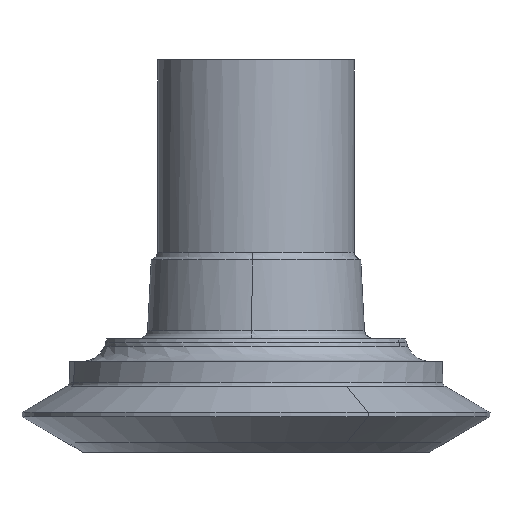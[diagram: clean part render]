
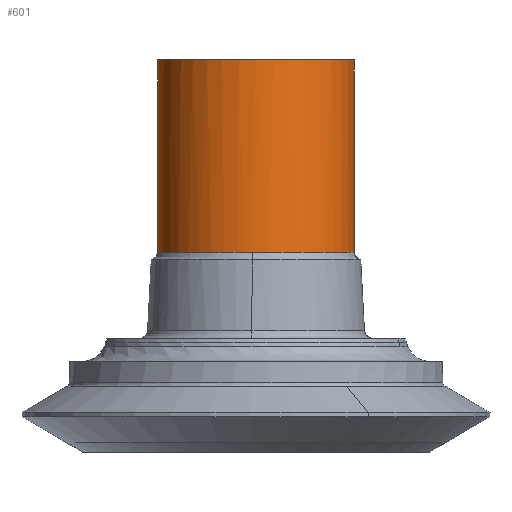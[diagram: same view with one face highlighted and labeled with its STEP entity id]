
A CAD part, front view. The second image highlights one B-rep face of the part: STEP entity #601.
In plain terms, the highlighted cylindrical face has radius 2.51 mm (diameter 5.02 mm), a partial arc.
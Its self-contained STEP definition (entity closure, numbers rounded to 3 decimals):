
#569=AXIS2_PLACEMENT_3D('Cylinder Axis2P3D',#566,#567,#568) ;
#580=AXIS2_PLACEMENT_3D('Circle Axis2P3D',#578,#579,$) ;
#370=CARTESIAN_POINT('Vertex',(-0.094,-2.508,5.097)) ;
#377=CARTESIAN_POINT('Vertex',(2.508,-0.094,5.093)) ;
#381=CARTESIAN_POINT('Control Point',(2.507,-0.115,5.097)) ;
#382=CARTESIAN_POINT('Control Point',(2.508,-0.108,5.095)) ;
#383=CARTESIAN_POINT('Control Point',(2.508,-0.101,5.094)) ;
#384=CARTESIAN_POINT('Control Point',(2.508,-0.094,5.093)) ;
#385=CARTESIAN_POINT('Vertex',(2.507,-0.115,5.097)) ;
#389=CARTESIAN_POINT('Control Point',(-0.094,-2.508,5.097)) ;
#390=CARTESIAN_POINT('Control Point',(2.393,-2.602,5.097)) ;
#391=CARTESIAN_POINT('Control Point',(2.507,-0.115,5.097)) ;
#418=CARTESIAN_POINT('Vertex',(-2.51,0.,5.094)) ;
#427=CARTESIAN_POINT('Control Point',(-0.105,-2.508,5.097)) ;
#428=CARTESIAN_POINT('Control Point',(-0.099,-2.508,5.097)) ;
#429=CARTESIAN_POINT('Control Point',(-0.094,-2.508,5.097)) ;
#430=CARTESIAN_POINT('Vertex',(-0.105,-2.508,5.097)) ;
#434=CARTESIAN_POINT('Control Point',(-2.51,0.,5.094)) ;
#435=CARTESIAN_POINT('Control Point',(-2.51,-0.493,5.093)) ;
#436=CARTESIAN_POINT('Control Point',(-2.389,-1.028,5.094)) ;
#437=CARTESIAN_POINT('Control Point',(-2.103,-1.547,5.095)) ;
#438=CARTESIAN_POINT('Control Point',(-1.529,-2.084,5.094)) ;
#439=CARTESIAN_POINT('Control Point',(-0.862,-2.368,5.094)) ;
#440=CARTESIAN_POINT('Control Point',(-0.689,-2.424,5.094)) ;
#441=CARTESIAN_POINT('Control Point',(-0.489,-2.468,5.094)) ;
#442=CARTESIAN_POINT('Control Point',(-0.293,-2.493,5.095)) ;
#443=CARTESIAN_POINT('Control Point',(-0.267,-2.496,5.095)) ;
#444=CARTESIAN_POINT('Control Point',(-0.219,-2.501,5.095)) ;
#445=CARTESIAN_POINT('Control Point',(-0.171,-2.504,5.096)) ;
#446=CARTESIAN_POINT('Control Point',(-0.149,-2.506,5.096)) ;
#447=CARTESIAN_POINT('Control Point',(-0.127,-2.507,5.095)) ;
#448=CARTESIAN_POINT('Control Point',(-0.105,-2.508,5.096)) ;
#521=CARTESIAN_POINT('Vertex',(2.51,0.,5.085)) ;
#525=CARTESIAN_POINT('Control Point',(2.51,0.,5.085)) ;
#526=CARTESIAN_POINT('Control Point',(2.51,-0.018,5.086)) ;
#527=CARTESIAN_POINT('Control Point',(2.51,-0.035,5.087)) ;
#528=CARTESIAN_POINT('Control Point',(2.51,-0.053,5.089)) ;
#529=CARTESIAN_POINT('Vertex',(2.51,-0.053,5.089)) ;
#533=CARTESIAN_POINT('Control Point',(2.508,-0.094,5.093)) ;
#534=CARTESIAN_POINT('Control Point',(2.509,-0.08,5.091)) ;
#535=CARTESIAN_POINT('Control Point',(2.509,-0.067,5.09)) ;
#536=CARTESIAN_POINT('Control Point',(2.51,-0.053,5.089)) ;
#566=CARTESIAN_POINT('Axis2P3D Location',(0.,0.,5.85)) ;
#571=CARTESIAN_POINT('Line Origine',(2.51,0.,5.85)) ;
#575=CARTESIAN_POINT('Vertex',(2.51,0.,10.)) ;
#578=CARTESIAN_POINT('Axis2P3D Location',(0.,0.,10.)) ;
#582=CARTESIAN_POINT('Vertex',(-2.51,0.,10.)) ;
#585=CARTESIAN_POINT('Line Origine',(-2.51,0.,5.85)) ;
#567=DIRECTION('Axis2P3D Direction',(0.,0.,1.)) ;
#568=DIRECTION('Axis2P3D XDirection',(-1.,0.,0.)) ;
#572=DIRECTION('Vector Direction',(0.,0.,1.)) ;
#579=DIRECTION('Axis2P3D Direction',(0.,0.,1.)) ;
#586=DIRECTION('Vector Direction',(0.,0.,1.)) ;
#573=VECTOR('Line Direction',#572,1.) ;
#587=VECTOR('Line Direction',#586,1.) ;
#591=ORIENTED_EDGE('',*,*,#449,.T.) ;
#592=ORIENTED_EDGE('',*,*,#432,.F.) ;
#593=ORIENTED_EDGE('',*,*,#392,.F.) ;
#594=ORIENTED_EDGE('',*,*,#387,.T.) ;
#595=ORIENTED_EDGE('',*,*,#537,.T.) ;
#596=ORIENTED_EDGE('',*,*,#531,.F.) ;
#597=ORIENTED_EDGE('',*,*,#577,.F.) ;
#598=ORIENTED_EDGE('',*,*,#584,.F.) ;
#599=ORIENTED_EDGE('',*,*,#589,.T.) ;
#601=ADVANCED_FACE('NOCUT',(#600),#570,.T.) ;
#380=B_SPLINE_CURVE_WITH_KNOTS('',3,(#381,#382,#383,#384),.UNSPECIFIED.,.F.,.U.,(4,4),(0.,0.038),.UNSPECIFIED.) ;
#433=B_SPLINE_CURVE_WITH_KNOTS('',5,(#434,#435,#436,#437,#438,#439,#440,#441,#442,#443,#444,#445,#446,#447,#448),.UNSPECIFIED.,.F.,.U.,(6,3,3,3,6),(0.,4.388,5.887,6.117,6.316),.UNSPECIFIED.) ;
#524=B_SPLINE_CURVE_WITH_KNOTS('',3,(#525,#526,#527,#528),.UNSPECIFIED.,.F.,.U.,(4,4),(0.,0.092),.UNSPECIFIED.) ;
#532=B_SPLINE_CURVE_WITH_KNOTS('',3,(#533,#534,#535,#536),.UNSPECIFIED.,.F.,.U.,(4,4),(0.,0.073),.UNSPECIFIED.) ;
#581=CIRCLE('generated circle',#580,2.51) ;
#570=CYLINDRICAL_SURFACE('generated cylinder',#569,2.51) ;
#387=EDGE_CURVE('',#386,#378,#380,.T.) ;
#392=EDGE_CURVE('',#386,#371,#388,.F.) ;
#432=EDGE_CURVE('',#371,#431,#426,.F.) ;
#449=EDGE_CURVE('',#419,#431,#433,.T.) ;
#531=EDGE_CURVE('',#522,#530,#524,.T.) ;
#537=EDGE_CURVE('',#378,#530,#532,.T.) ;
#577=EDGE_CURVE('',#576,#522,#574,.F.) ;
#584=EDGE_CURVE('',#583,#576,#581,.T.) ;
#589=EDGE_CURVE('',#583,#419,#588,.F.) ;
#590=EDGE_LOOP('',(#591,#592,#593,#594,#595,#596,#597,#598,#599)) ;
#600=FACE_OUTER_BOUND('',#590,.T.) ;
#574=LINE('Line',#571,#573) ;
#588=LINE('Line',#585,#587) ;
#371=VERTEX_POINT('',#370) ;
#378=VERTEX_POINT('',#377) ;
#386=VERTEX_POINT('',#385) ;
#419=VERTEX_POINT('',#418) ;
#431=VERTEX_POINT('',#430) ;
#522=VERTEX_POINT('',#521) ;
#530=VERTEX_POINT('',#529) ;
#576=VERTEX_POINT('',#575) ;
#583=VERTEX_POINT('',#582) ;
#388=(BOUNDED_CURVE()B_SPLINE_CURVE(2,(#389,#390,#391),.UNSPECIFIED.,.F.,.U.)B_SPLINE_CURVE_WITH_KNOTS((3,3),(5.586,10.684),.UNSPECIFIED.)CURVE()GEOMETRIC_REPRESENTATION_ITEM()RATIONAL_B_SPLINE_CURVE((1.,0.709,0.997))REPRESENTATION_ITEM('')) ;
#426=(BOUNDED_CURVE()B_SPLINE_CURVE(2,(#427,#428,#429),.UNSPECIFIED.,.F.,.U.)B_SPLINE_CURVE_WITH_KNOTS((3,3),(5.614,5.629),.UNSPECIFIED.)CURVE()GEOMETRIC_REPRESENTATION_ITEM()RATIONAL_B_SPLINE_CURVE((0.998,0.999,1.))REPRESENTATION_ITEM('')) ;
